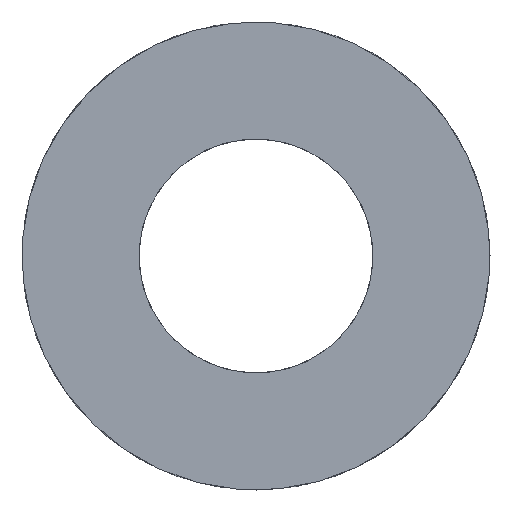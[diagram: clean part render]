
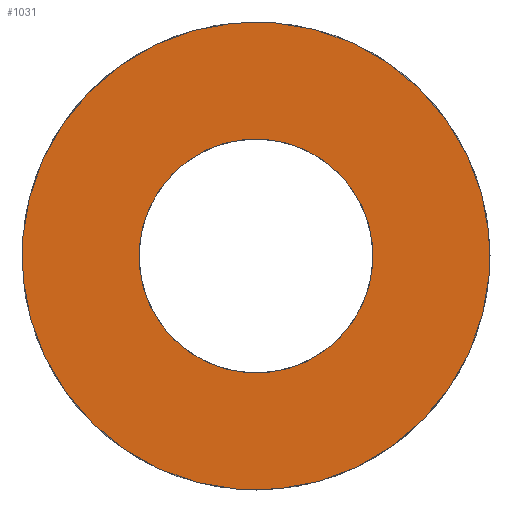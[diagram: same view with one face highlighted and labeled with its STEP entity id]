
A CAD part, front view. The second image highlights one B-rep face of the part: STEP entity #1031.
In plain terms, the highlighted face is planar.
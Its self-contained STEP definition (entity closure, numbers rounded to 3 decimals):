
#43 = CIRCLE ( 'NONE', #377, 8. ) ;
#68 = CIRCLE ( 'NONE', #1023, 4. ) ;
#71 = DIRECTION ( 'NONE',  ( 0., 1., 0. ) ) ;
#104 = DIRECTION ( 'NONE',  ( 0., 0., 1. ) ) ;
#126 = EDGE_CURVE ( 'NONE', #852, #1659, #43, .T. ) ;
#135 = DIRECTION ( 'NONE',  ( 0., 0., 1. ) ) ;
#145 = EDGE_LOOP ( 'NONE', ( #1809, #1339 ) ) ;
#196 = DIRECTION ( 'NONE',  ( 0., 0., 1. ) ) ;
#227 = EDGE_LOOP ( 'NONE', ( #310, #1459 ) ) ;
#237 = DIRECTION ( 'NONE',  ( 0., 1., 0. ) ) ;
#310 = ORIENTED_EDGE ( 'NONE', *, *, #1625, .F. ) ;
#353 = VERTEX_POINT ( 'NONE', #1314 ) ;
#377 = AXIS2_PLACEMENT_3D ( 'NONE', #1846, #237, #104 ) ;
#395 = FACE_BOUND ( 'NONE', #227, .T. ) ;
#420 = CARTESIAN_POINT ( 'NONE',  ( 0., 1.5, -8. ) ) ;
#442 = CARTESIAN_POINT ( 'NONE',  ( 0., 1.5, 0. ) ) ;
#454 = CARTESIAN_POINT ( 'NONE',  ( 0., 1.5, 8. ) ) ;
#562 = AXIS2_PLACEMENT_3D ( 'NONE', #1506, #71, #196 ) ;
#620 = EDGE_CURVE ( 'NONE', #1659, #852, #845, .T. ) ;
#623 = PLANE ( 'NONE',  #806 ) ;
#674 = DIRECTION ( 'NONE',  ( 0., 0., 1. ) ) ;
#806 = AXIS2_PLACEMENT_3D ( 'NONE', #826, #849, #674 ) ;
#826 = CARTESIAN_POINT ( 'NONE',  ( 0., 1.5, 0. ) ) ;
#845 = CIRCLE ( 'NONE', #562, 8. ) ;
#849 = DIRECTION ( 'NONE',  ( 0., 1., 0. ) ) ;
#852 = VERTEX_POINT ( 'NONE', #420 ) ;
#903 = VERTEX_POINT ( 'NONE', #1071 ) ;
#1000 = DIRECTION ( 'NONE',  ( 0., 1., 0. ) ) ;
#1023 = AXIS2_PLACEMENT_3D ( 'NONE', #442, #1786, #1482 ) ;
#1031 = ADVANCED_FACE ( 'NONE', ( #1689, #395 ), #623, .T. ) ;
#1071 = CARTESIAN_POINT ( 'NONE',  ( 0., 1.5, 4. ) ) ;
#1167 = CIRCLE ( 'NONE', #1418, 4. ) ;
#1314 = CARTESIAN_POINT ( 'NONE',  ( 0., 1.5, -4. ) ) ;
#1339 = ORIENTED_EDGE ( 'NONE', *, *, #620, .T. ) ;
#1418 = AXIS2_PLACEMENT_3D ( 'NONE', #1889, #1000, #135 ) ;
#1459 = ORIENTED_EDGE ( 'NONE', *, *, #1806, .F. ) ;
#1482 = DIRECTION ( 'NONE',  ( 0., 0., 1. ) ) ;
#1506 = CARTESIAN_POINT ( 'NONE',  ( 0., 1.5, 0. ) ) ;
#1625 = EDGE_CURVE ( 'NONE', #353, #903, #1167, .T. ) ;
#1659 = VERTEX_POINT ( 'NONE', #454 ) ;
#1689 = FACE_OUTER_BOUND ( 'NONE', #145, .T. ) ;
#1786 = DIRECTION ( 'NONE',  ( 0., 1., 0. ) ) ;
#1806 = EDGE_CURVE ( 'NONE', #903, #353, #68, .T. ) ;
#1809 = ORIENTED_EDGE ( 'NONE', *, *, #126, .T. ) ;
#1846 = CARTESIAN_POINT ( 'NONE',  ( 0., 1.5, 0. ) ) ;
#1889 = CARTESIAN_POINT ( 'NONE',  ( 0., 1.5, 0. ) ) ;
